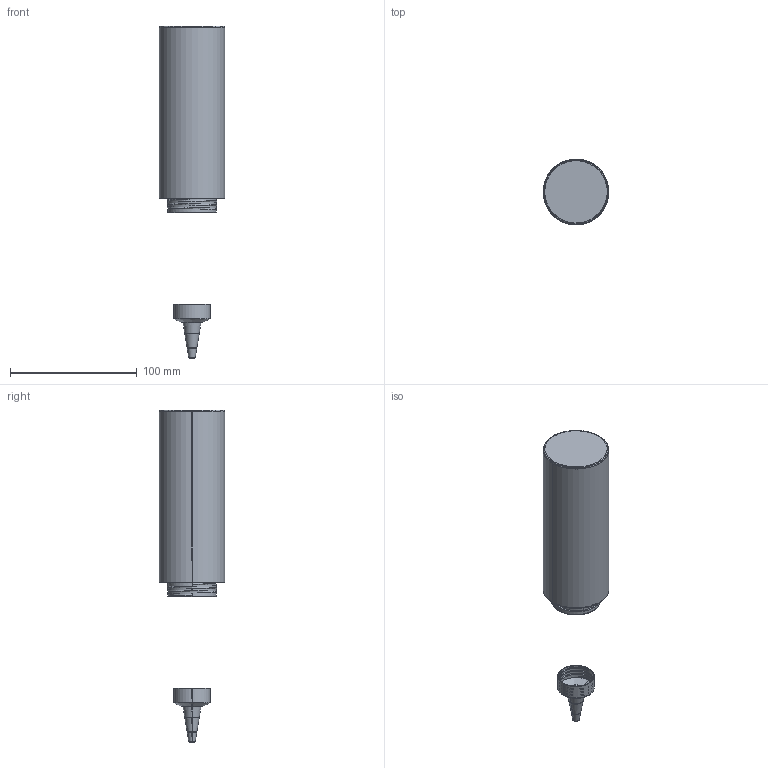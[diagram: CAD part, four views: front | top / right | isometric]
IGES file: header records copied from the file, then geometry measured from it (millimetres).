
Start section: SolidWorks IGES file using analytic representation for surfaces
Global section: file name: B00CBKBZO2.3D.IGS; native system: SolidWorks 2012; preprocessor: SolidWorks 2012; author: AE-15; date: 131217.124021; units: inch
Bounding box: 51.82 x 51.82 x 262.15 mm (x, y, z)
Surface area: 57741.6 mm2 (no closed solid volume)
Topology: 0 solids, 0 shells, 77 faces, 1718 edges, 1718 vertices
Faces by surface type: revolution 40, bspline 37
